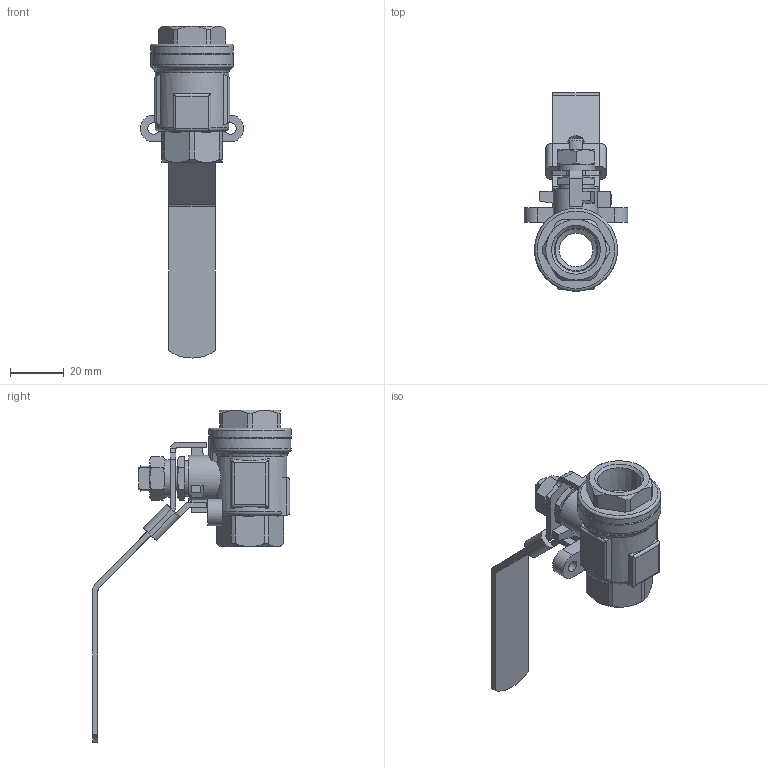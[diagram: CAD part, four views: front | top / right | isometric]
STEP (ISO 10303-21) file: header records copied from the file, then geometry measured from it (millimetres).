
FILE_DESCRIPTION(/* description */ ('STEP AP214'),/* implementation_level */ '2;1');
FILE_NAME(/* name */ '4745215_VZBE-3_8-T-63-D-2-M-V15V15',/* time_stamp */ '2024-09-18T02:19:37+02:00',/* author */ ('License CC BY-ND 4.0'),/* organization */ ('CADENAS'),/* preprocessor_version */ 'ST-DEVELOPER v19.3',/* originating_system */ 'PARTsolutions',/* authorisation */ ' ');
FILE_SCHEMA (('AUTOMOTIVE_DESIGN {1 0 10303 214 3 1 1}'));
Length unit declared in the file: millimetre
Products named in the file (1): 4745215 VZBE-3/8-T-63-D-2-M-V15V15
Bounding box: 38.5 x 73.9 x 123.4 mm (x, y, z)
Volume: 33011.2 mm3; surface area: 16309.2 mm2
Topology: 1 solids, 1 shells, 252 faces, 644 edges, 408 vertices
Faces by surface type: plane 145, cylinder 54, cone 48, torus 5
Full cylindrical faces by diameter (mm): 0.754 x1, 0.928 x1, 4.3 x2, 6 x1, 9.525 x1, 12.5 x1, 13.2 x1, 14 x1, 17 x1, 30.8 x2
Entity records: 7623 total; most frequent: CARTESIAN_POINT 1708, ORIENTED_EDGE 1236, DIRECTION 1159, EDGE_CURVE 618, AXIS2_PLACEMENT_3D 417, VERTEX_POINT 404, LINE 325, VECTOR 325
